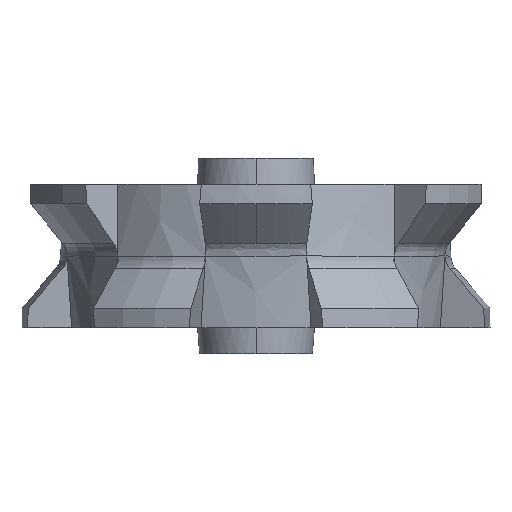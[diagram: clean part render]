
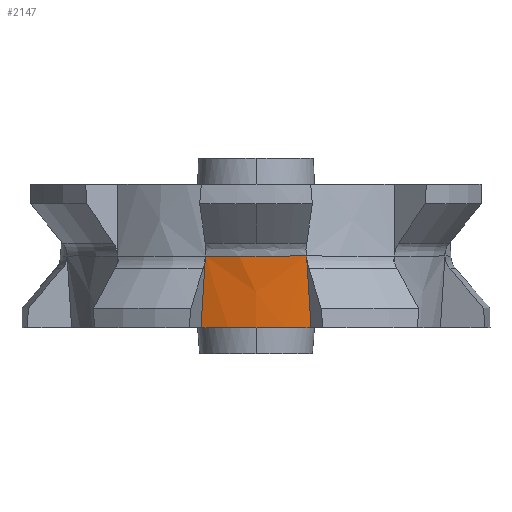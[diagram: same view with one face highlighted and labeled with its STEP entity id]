
A CAD part, front view. The second image highlights one B-rep face of the part: STEP entity #2147.
In plain terms, the highlighted conical face has half-angle 5 degrees and reference radius 15 mm.
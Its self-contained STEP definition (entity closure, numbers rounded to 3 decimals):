
#466 = ORIENTED_EDGE ( 'NONE', *, *, #11669, .T. ) ;
#502 = DIRECTION ( 'NONE',  ( 1., 0., 0. ) ) ;
#526 = CARTESIAN_POINT ( 'NONE',  ( 3.882, -14.489, 0. ) ) ;
#1371 = EDGE_LOOP ( 'NONE', ( #466, #9059, #1653, #7568 ) ) ;
#1653 = ORIENTED_EDGE ( 'NONE', *, *, #12558, .F. ) ;
#1756 = CARTESIAN_POINT ( 'NONE',  ( 0., 0., 0. ) ) ;
#2055 = CARTESIAN_POINT ( 'NONE',  ( 3.882, -14.489, 0. ) ) ;
#2147 = ADVANCED_FACE ( 'NONE', ( #9605 ), #12455, .T. ) ;
#2270 = AXIS2_PLACEMENT_3D ( 'NONE', #2652, #8669, #502 ) ;
#2629 = CARTESIAN_POINT ( 'NONE',  ( 4.22, -13.892, -5.5 ) ) ;
#2652 = CARTESIAN_POINT ( 'NONE',  ( 0., 0., -5.5 ) ) ;
#2668 = DIRECTION ( 'NONE',  ( 0., 0., -1. ) ) ;
#4036 = CIRCLE ( 'NONE', #11812, 15. ) ;
#4264 = CARTESIAN_POINT ( 'NONE',  ( -3.882, -14.489, 0. ) ) ;
#5289 = AXIS2_PLACEMENT_3D ( 'NONE', #8836, #9805, #6792 ) ;
#5392 = CARTESIAN_POINT ( 'NONE',  ( -4.22, -13.892, -5.5 ) ) ;
#6081 = VERTEX_POINT ( 'NONE', #2055 ) ;
#6792 = DIRECTION ( 'NONE',  ( 1., 0., 0. ) ) ;
#6852 = VERTEX_POINT ( 'NONE', #10875 ) ;
#6983 = VERTEX_POINT ( 'NONE', #10373 ) ;
#7088 = EDGE_CURVE ( 'NONE', #6852, #6081, #7237, .T. ) ;
#7162 = CARTESIAN_POINT ( 'NONE',  ( -3.882, -14.489, 0. ) ) ;
#7237 = B_SPLINE_CURVE_WITH_KNOTS ( 'NONE', 3,
 ( #2629, #12681, #10640, #526 ),
 .UNSPECIFIED., .F., .F.,
 ( 4, 4 ),
 ( 0., 1. ),
 .UNSPECIFIED. ) ;
#7568 = ORIENTED_EDGE ( 'NONE', *, *, #7088, .T. ) ;
#7756 = DIRECTION ( 'NONE',  ( -1., 0., 0. ) ) ;
#8511 = CARTESIAN_POINT ( 'NONE',  ( -3.998, -14.289, -1.869 ) ) ;
#8669 = DIRECTION ( 'NONE',  ( 0., 0., -1. ) ) ;
#8836 = CARTESIAN_POINT ( 'NONE',  ( 0., 0., 0. ) ) ;
#9059 = ORIENTED_EDGE ( 'NONE', *, *, #9376, .T. ) ;
#9376 = EDGE_CURVE ( 'NONE', #11541, #6983, #12982, .T. ) ;
#9605 = FACE_OUTER_BOUND ( 'NONE', #1371, .T. ) ;
#9805 = DIRECTION ( 'NONE',  ( 0., 0., 1. ) ) ;
#10373 = CARTESIAN_POINT ( 'NONE',  ( -4.22, -13.892, -5.5 ) ) ;
#10640 = CARTESIAN_POINT ( 'NONE',  ( 3.998, -14.289, -1.869 ) ) ;
#10676 = CIRCLE ( 'NONE', #2270, 14.519 ) ;
#10875 = CARTESIAN_POINT ( 'NONE',  ( 4.22, -13.892, -5.5 ) ) ;
#11469 = CARTESIAN_POINT ( 'NONE',  ( -4.111, -14.09, -3.702 ) ) ;
#11541 = VERTEX_POINT ( 'NONE', #4264 ) ;
#11669 = EDGE_CURVE ( 'NONE', #6081, #11541, #4036, .T. ) ;
#11812 = AXIS2_PLACEMENT_3D ( 'NONE', #1756, #2668, #7756 ) ;
#12455 = CONICAL_SURFACE ( 'NONE', #5289, 15., 0.087 ) ;
#12558 = EDGE_CURVE ( 'NONE', #6852, #6983, #10676, .T. ) ;
#12681 = CARTESIAN_POINT ( 'NONE',  ( 4.111, -14.09, -3.702 ) ) ;
#12982 = B_SPLINE_CURVE_WITH_KNOTS ( 'NONE', 3,
 ( #7162, #8511, #11469, #5392 ),
 .UNSPECIFIED., .F., .F.,
 ( 4, 4 ),
 ( 0., 1. ),
 .UNSPECIFIED. ) ;
